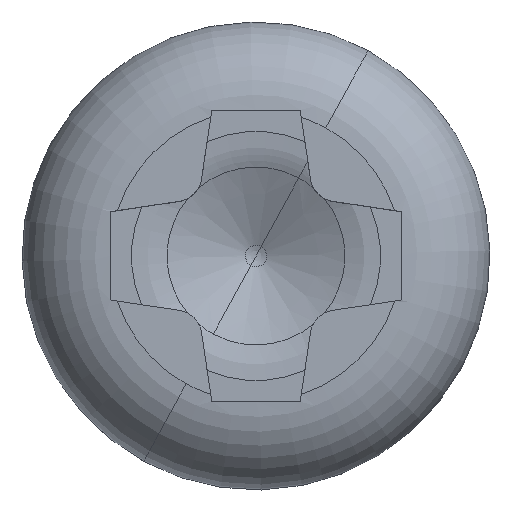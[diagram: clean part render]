
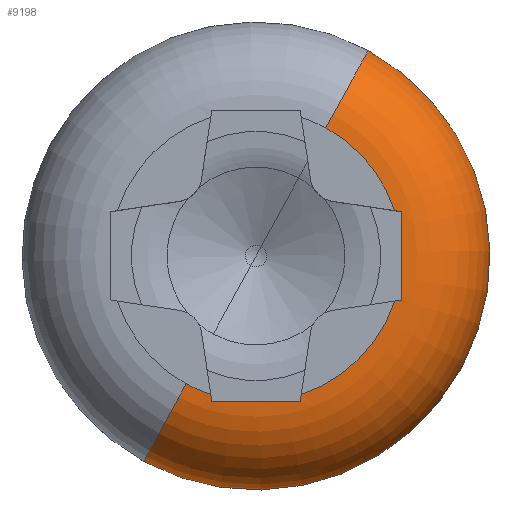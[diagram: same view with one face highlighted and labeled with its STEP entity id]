
A CAD part, top view. The second image highlights one B-rep face of the part: STEP entity #9198.
In plain terms, the highlighted toroidal (fillet/blend) face has major radius 1.65 mm and minor radius 1 mm.
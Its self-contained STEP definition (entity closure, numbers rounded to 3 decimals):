
#8955=CARTESIAN_POINT('Vertex',(1.27,2.326,0.8)) ;
#8958=CARTESIAN_POINT('Axis2P3D Location',(0.,0.,0.8)) ;
#8962=CARTESIAN_POINT('Vertex',(-1.27,-2.326,0.8)) ;
#9036=CARTESIAN_POINT('Axis2P3D Location',(0.,0.,0.8)) ;
#9042=CARTESIAN_POINT('Control Point',(1.65,0.002,1.8)) ;
#9043=CARTESIAN_POINT('Control Point',(1.65,0.001,1.8)) ;
#9044=CARTESIAN_POINT('Control Point',(1.65,0.001,1.8)) ;
#9045=CARTESIAN_POINT('Control Point',(1.65,0.001,1.8)) ;
#9046=CARTESIAN_POINT('Control Point',(1.65,0.,1.8)) ;
#9047=CARTESIAN_POINT('Control Point',(1.65,0.,1.8)) ;
#9048=CARTESIAN_POINT('Vertex',(1.65,0.,1.8)) ;
#9050=CARTESIAN_POINT('Vertex',(1.65,0.002,1.8)) ;
#9054=CARTESIAN_POINT('Control Point',(1.65,0.,1.8)) ;
#9055=CARTESIAN_POINT('Control Point',(1.65,0.,1.8)) ;
#9056=CARTESIAN_POINT('Control Point',(1.65,-0.001,1.8)) ;
#9057=CARTESIAN_POINT('Control Point',(1.65,-0.001,1.8)) ;
#9058=CARTESIAN_POINT('Control Point',(1.65,-0.001,1.8)) ;
#9059=CARTESIAN_POINT('Control Point',(1.65,-0.002,1.8)) ;
#9060=CARTESIAN_POINT('Vertex',(1.65,-0.002,1.8)) ;
#9064=CARTESIAN_POINT('Control Point',(1.65,-0.002,1.8)) ;
#9065=CARTESIAN_POINT('Control Point',(1.65,-0.167,1.8)) ;
#9066=CARTESIAN_POINT('Control Point',(1.65,-0.332,1.801)) ;
#9067=CARTESIAN_POINT('Control Point',(1.65,-0.5,1.797)) ;
#9068=CARTESIAN_POINT('Vertex',(1.65,-0.5,1.797)) ;
#9072=CARTESIAN_POINT('Control Point',(1.568,-0.512,1.8)) ;
#9073=CARTESIAN_POINT('Control Point',(1.596,-0.508,1.8)) ;
#9074=CARTESIAN_POINT('Control Point',(1.623,-0.504,1.799)) ;
#9075=CARTESIAN_POINT('Control Point',(1.65,-0.5,1.797)) ;
#9076=CARTESIAN_POINT('Vertex',(1.568,-0.512,1.8)) ;
#9079=CARTESIAN_POINT('Axis2P3D Location',(0.,0.,1.8)) ;
#9083=CARTESIAN_POINT('Vertex',(0.512,-1.568,1.8)) ;
#9087=CARTESIAN_POINT('Control Point',(0.512,-1.568,1.8)) ;
#9088=CARTESIAN_POINT('Control Point',(0.508,-1.596,1.8)) ;
#9089=CARTESIAN_POINT('Control Point',(0.504,-1.623,1.799)) ;
#9090=CARTESIAN_POINT('Control Point',(0.5,-1.65,1.797)) ;
#9091=CARTESIAN_POINT('Vertex',(0.5,-1.65,1.797)) ;
#9095=CARTESIAN_POINT('Control Point',(0.002,-1.65,1.8)) ;
#9096=CARTESIAN_POINT('Control Point',(0.167,-1.65,1.8)) ;
#9097=CARTESIAN_POINT('Control Point',(0.332,-1.65,1.801)) ;
#9098=CARTESIAN_POINT('Control Point',(0.5,-1.65,1.797)) ;
#9099=CARTESIAN_POINT('Vertex',(0.002,-1.65,1.8)) ;
#9103=CARTESIAN_POINT('Control Point',(0.,-1.65,1.8)) ;
#9104=CARTESIAN_POINT('Control Point',(0.,-1.65,1.8)) ;
#9105=CARTESIAN_POINT('Control Point',(0.001,-1.65,1.8)) ;
#9106=CARTESIAN_POINT('Control Point',(0.001,-1.65,1.8)) ;
#9107=CARTESIAN_POINT('Control Point',(0.001,-1.65,1.8)) ;
#9108=CARTESIAN_POINT('Control Point',(0.002,-1.65,1.8)) ;
#9109=CARTESIAN_POINT('Vertex',(0.,-1.65,1.8)) ;
#9113=CARTESIAN_POINT('Control Point',(-0.002,-1.65,1.8)) ;
#9114=CARTESIAN_POINT('Control Point',(-0.001,-1.65,1.8)) ;
#9115=CARTESIAN_POINT('Control Point',(-0.001,-1.65,1.8)) ;
#9116=CARTESIAN_POINT('Control Point',(-0.001,-1.65,1.8)) ;
#9117=CARTESIAN_POINT('Control Point',(0.,-1.65,1.8)) ;
#9118=CARTESIAN_POINT('Control Point',(0.,-1.65,1.8)) ;
#9119=CARTESIAN_POINT('Vertex',(-0.002,-1.65,1.8)) ;
#9123=CARTESIAN_POINT('Control Point',(-0.002,-1.65,1.8)) ;
#9124=CARTESIAN_POINT('Control Point',(-0.167,-1.65,1.8)) ;
#9125=CARTESIAN_POINT('Control Point',(-0.332,-1.65,1.801)) ;
#9126=CARTESIAN_POINT('Control Point',(-0.5,-1.65,1.797)) ;
#9127=CARTESIAN_POINT('Vertex',(-0.5,-1.65,1.797)) ;
#9131=CARTESIAN_POINT('Control Point',(-0.512,-1.568,1.8)) ;
#9132=CARTESIAN_POINT('Control Point',(-0.508,-1.596,1.8)) ;
#9133=CARTESIAN_POINT('Control Point',(-0.504,-1.623,1.799)) ;
#9134=CARTESIAN_POINT('Control Point',(-0.5,-1.65,1.797)) ;
#9135=CARTESIAN_POINT('Vertex',(-0.512,-1.568,1.8)) ;
#9138=CARTESIAN_POINT('Axis2P3D Location',(0.,0.,1.8)) ;
#9142=CARTESIAN_POINT('Vertex',(-0.791,-1.448,1.8)) ;
#9145=CARTESIAN_POINT('Axis2P3D Location',(-0.791,-1.448,0.8)) ;
#9150=CARTESIAN_POINT('Axis2P3D Location',(0.791,1.448,0.8)) ;
#9154=CARTESIAN_POINT('Vertex',(0.791,1.448,1.8)) ;
#9157=CARTESIAN_POINT('Axis2P3D Location',(0.,0.,1.8)) ;
#9161=CARTESIAN_POINT('Vertex',(1.568,0.512,1.8)) ;
#9165=CARTESIAN_POINT('Control Point',(1.568,0.512,1.8)) ;
#9166=CARTESIAN_POINT('Control Point',(1.596,0.508,1.8)) ;
#9167=CARTESIAN_POINT('Control Point',(1.623,0.504,1.799)) ;
#9168=CARTESIAN_POINT('Control Point',(1.65,0.5,1.797)) ;
#9169=CARTESIAN_POINT('Vertex',(1.65,0.5,1.797)) ;
#9173=CARTESIAN_POINT('Control Point',(1.65,0.002,1.8)) ;
#9174=CARTESIAN_POINT('Control Point',(1.65,0.167,1.8)) ;
#9175=CARTESIAN_POINT('Control Point',(1.65,0.332,1.801)) ;
#9176=CARTESIAN_POINT('Control Point',(1.65,0.5,1.797)) ;
#8959=DIRECTION('Axis2P3D Direction',(0.,0.,-1.)) ;
#9037=DIRECTION('Axis2P3D Direction',(0.,0.,-1.)) ;
#9038=DIRECTION('Axis2P3D XDirection',(0.479,0.878,0.)) ;
#9080=DIRECTION('Axis2P3D Direction',(0.,0.,-1.)) ;
#9139=DIRECTION('Axis2P3D Direction',(0.,0.,-1.)) ;
#9146=DIRECTION('Axis2P3D Direction',(0.878,-0.479,0.)) ;
#9151=DIRECTION('Axis2P3D Direction',(-0.878,0.479,0.)) ;
#9158=DIRECTION('Axis2P3D Direction',(0.,0.,-1.)) ;
#8960=AXIS2_PLACEMENT_3D('Circle Axis2P3D',#8958,#8959,$) ;
#9039=AXIS2_PLACEMENT_3D('Torus Axis2P3D',#9036,#9037,#9038) ;
#9081=AXIS2_PLACEMENT_3D('Circle Axis2P3D',#9079,#9080,$) ;
#9140=AXIS2_PLACEMENT_3D('Circle Axis2P3D',#9138,#9139,$) ;
#9147=AXIS2_PLACEMENT_3D('Circle Axis2P3D',#9145,#9146,$) ;
#9152=AXIS2_PLACEMENT_3D('Circle Axis2P3D',#9150,#9151,$) ;
#9159=AXIS2_PLACEMENT_3D('Circle Axis2P3D',#9157,#9158,$) ;
#9179=ORIENTED_EDGE('',*,*,#9052,.F.) ;
#9180=ORIENTED_EDGE('',*,*,#9062,.F.) ;
#9181=ORIENTED_EDGE('',*,*,#9070,.T.) ;
#9182=ORIENTED_EDGE('',*,*,#9078,.F.) ;
#9183=ORIENTED_EDGE('',*,*,#9085,.T.) ;
#9184=ORIENTED_EDGE('',*,*,#9093,.T.) ;
#9185=ORIENTED_EDGE('',*,*,#9101,.F.) ;
#9186=ORIENTED_EDGE('',*,*,#9111,.F.) ;
#9187=ORIENTED_EDGE('',*,*,#9121,.F.) ;
#9188=ORIENTED_EDGE('',*,*,#9129,.T.) ;
#9189=ORIENTED_EDGE('',*,*,#9137,.F.) ;
#9190=ORIENTED_EDGE('',*,*,#9144,.T.) ;
#9191=ORIENTED_EDGE('',*,*,#9149,.F.) ;
#9192=ORIENTED_EDGE('',*,*,#8964,.F.) ;
#9193=ORIENTED_EDGE('',*,*,#9156,.T.) ;
#9194=ORIENTED_EDGE('',*,*,#9163,.T.) ;
#9195=ORIENTED_EDGE('',*,*,#9171,.T.) ;
#9196=ORIENTED_EDGE('',*,*,#9177,.F.) ;
#9198=ADVANCED_FACE('PartBody',(#9197),#9040,.T.) ;
#9041=B_SPLINE_CURVE_WITH_KNOTS('',5,(#9042,#9043,#9044,#9045,#9046,#9047),.UNSPECIFIED.,.F.,.U.,(6,6),(-0.001,0.001),.UNSPECIFIED.) ;
#9053=B_SPLINE_CURVE_WITH_KNOTS('',5,(#9054,#9055,#9056,#9057,#9058,#9059),.UNSPECIFIED.,.F.,.U.,(6,6),(-0.001,0.001),.UNSPECIFIED.) ;
#9063=B_SPLINE_CURVE_WITH_KNOTS('',3,(#9064,#9065,#9066,#9067),.UNSPECIFIED.,.F.,.U.,(4,4),(0.,0.7),.UNSPECIFIED.) ;
#9071=B_SPLINE_CURVE_WITH_KNOTS('',3,(#9072,#9073,#9074,#9075),.UNSPECIFIED.,.F.,.U.,(4,4),(0.,0.116),.UNSPECIFIED.) ;
#9086=B_SPLINE_CURVE_WITH_KNOTS('',3,(#9087,#9088,#9089,#9090),.UNSPECIFIED.,.F.,.U.,(4,4),(0.,0.116),.UNSPECIFIED.) ;
#9094=B_SPLINE_CURVE_WITH_KNOTS('',3,(#9095,#9096,#9097,#9098),.UNSPECIFIED.,.F.,.U.,(4,4),(0.,0.7),.UNSPECIFIED.) ;
#9102=B_SPLINE_CURVE_WITH_KNOTS('',5,(#9103,#9104,#9105,#9106,#9107,#9108),.UNSPECIFIED.,.F.,.U.,(6,6),(-0.001,0.001),.UNSPECIFIED.) ;
#9112=B_SPLINE_CURVE_WITH_KNOTS('',5,(#9113,#9114,#9115,#9116,#9117,#9118),.UNSPECIFIED.,.F.,.U.,(6,6),(-0.001,0.001),.UNSPECIFIED.) ;
#9122=B_SPLINE_CURVE_WITH_KNOTS('',3,(#9123,#9124,#9125,#9126),.UNSPECIFIED.,.F.,.U.,(4,4),(0.,0.7),.UNSPECIFIED.) ;
#9130=B_SPLINE_CURVE_WITH_KNOTS('',3,(#9131,#9132,#9133,#9134),.UNSPECIFIED.,.F.,.U.,(4,4),(0.,0.116),.UNSPECIFIED.) ;
#9164=B_SPLINE_CURVE_WITH_KNOTS('',3,(#9165,#9166,#9167,#9168),.UNSPECIFIED.,.F.,.U.,(4,4),(0.,0.116),.UNSPECIFIED.) ;
#9172=B_SPLINE_CURVE_WITH_KNOTS('',3,(#9173,#9174,#9175,#9176),.UNSPECIFIED.,.F.,.U.,(4,4),(0.,0.7),.UNSPECIFIED.) ;
#8961=CIRCLE('generated circle',#8960,2.65) ;
#9082=CIRCLE('generated circle',#9081,1.65) ;
#9141=CIRCLE('generated circle',#9140,1.65) ;
#9148=CIRCLE('generated circle',#9147,1.) ;
#9153=CIRCLE('generated circle',#9152,1.) ;
#9160=CIRCLE('generated circle',#9159,1.65) ;
#9040=TOROIDAL_SURFACE('homeo Torus',#9039,1.65,1.) ;
#8964=EDGE_CURVE('',#8956,#8963,#8961,.T.) ;
#9052=EDGE_CURVE('',#9049,#9051,#9041,.F.) ;
#9062=EDGE_CURVE('',#9061,#9049,#9053,.F.) ;
#9070=EDGE_CURVE('',#9061,#9069,#9063,.T.) ;
#9078=EDGE_CURVE('',#9077,#9069,#9071,.T.) ;
#9085=EDGE_CURVE('',#9077,#9084,#9082,.T.) ;
#9093=EDGE_CURVE('',#9084,#9092,#9086,.T.) ;
#9101=EDGE_CURVE('',#9100,#9092,#9094,.T.) ;
#9111=EDGE_CURVE('',#9110,#9100,#9102,.T.) ;
#9121=EDGE_CURVE('',#9120,#9110,#9112,.T.) ;
#9129=EDGE_CURVE('',#9120,#9128,#9122,.T.) ;
#9137=EDGE_CURVE('',#9136,#9128,#9130,.T.) ;
#9144=EDGE_CURVE('',#9136,#9143,#9141,.T.) ;
#9149=EDGE_CURVE('',#8963,#9143,#9148,.F.) ;
#9156=EDGE_CURVE('',#8956,#9155,#9153,.F.) ;
#9163=EDGE_CURVE('',#9155,#9162,#9160,.T.) ;
#9171=EDGE_CURVE('',#9162,#9170,#9164,.T.) ;
#9177=EDGE_CURVE('',#9051,#9170,#9172,.T.) ;
#9178=EDGE_LOOP('',(#9179,#9180,#9181,#9182,#9183,#9184,#9185,#9186,#9187,#9188,#9189,#9190,#9191,#9192,#9193,#9194,#9195,#9196)) ;
#9197=FACE_OUTER_BOUND('',#9178,.T.) ;
#8956=VERTEX_POINT('',#8955) ;
#8963=VERTEX_POINT('',#8962) ;
#9049=VERTEX_POINT('',#9048) ;
#9051=VERTEX_POINT('',#9050) ;
#9061=VERTEX_POINT('',#9060) ;
#9069=VERTEX_POINT('',#9068) ;
#9077=VERTEX_POINT('',#9076) ;
#9084=VERTEX_POINT('',#9083) ;
#9092=VERTEX_POINT('',#9091) ;
#9100=VERTEX_POINT('',#9099) ;
#9110=VERTEX_POINT('',#9109) ;
#9120=VERTEX_POINT('',#9119) ;
#9128=VERTEX_POINT('',#9127) ;
#9136=VERTEX_POINT('',#9135) ;
#9143=VERTEX_POINT('',#9142) ;
#9155=VERTEX_POINT('',#9154) ;
#9162=VERTEX_POINT('',#9161) ;
#9170=VERTEX_POINT('',#9169) ;
